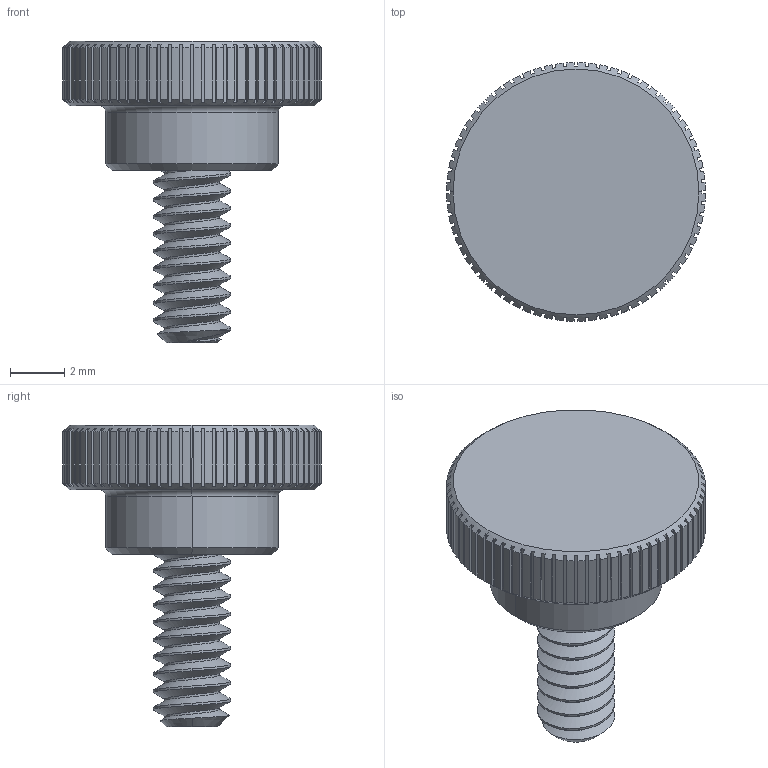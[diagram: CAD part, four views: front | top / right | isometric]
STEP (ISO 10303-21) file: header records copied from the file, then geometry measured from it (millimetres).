
FILE_DESCRIPTION (( 'STEP AP214' ), '1' );
FILE_NAME ('98816A216_Brass Raised Knurled-Head Thumb Screw.STEP', '2025-03-25T01:55:07', ( '' ), ( '' ), 'SwSTEP 2.0', 'SolidWorks 2024', '' );
FILE_SCHEMA (( 'AUTOMOTIVE_DESIGN' ));
Length unit declared in the file: inch
Products named in the file (1): 98816A216_Brass Raised Knurled-Head Thumb Screw_98816A216
Bounding box: 9.52 x 9.52 x 11.11 mm (x, y, z)
Volume: 270 mm3; surface area: 366 mm2
Topology: 1 solids, 1 shells, 328 faces, 965 edges, 641 vertices
Faces by surface type: cylinder 167, plane 148, cone 8, bspline 3, torus 2
Entity records: 12620 total; most frequent: CARTESIAN_POINT 4716, ORIENTED_EDGE 1930, DIRECTION 1294, EDGE_CURVE 965, VERTEX_POINT 641, AXIS2_PLACEMENT_3D 488, B_SPLINE_CURVE_WITH_KNOTS 444, EDGE_LOOP 330
